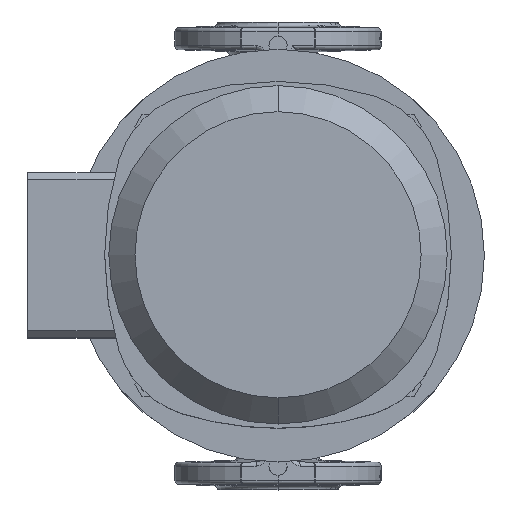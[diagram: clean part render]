
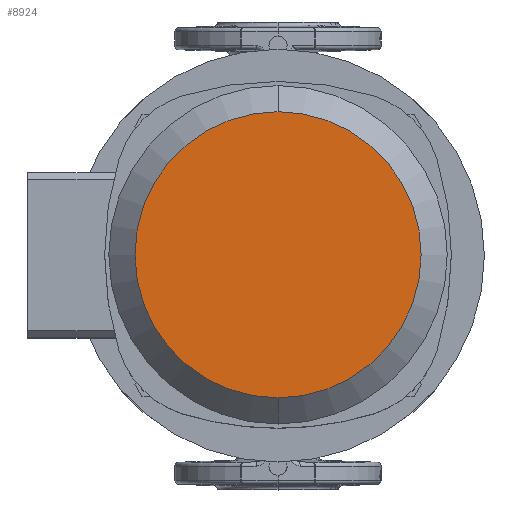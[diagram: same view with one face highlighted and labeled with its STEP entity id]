
A CAD part, top view. The second image highlights one B-rep face of the part: STEP entity #8924.
In plain terms, the highlighted planar face has unit normal (0, 0, 1).
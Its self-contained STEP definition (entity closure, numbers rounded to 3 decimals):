
#4469 = DIRECTION ( 'NONE',  ( 0., -1., 0. ) ) ;
#4470 = DIRECTION ( 'NONE',  ( 0., 0., -1. ) ) ;
#4473 = PLANE ( 'NONE',  #22377 ) ;
#4478 = FACE_OUTER_BOUND ( 'NONE', #12450, .T. ) ;
#4482 = CARTESIAN_POINT ( 'NONE',  ( -104., 0., 481. ) ) ;
#8924 = ADVANCED_FACE ( 'NONE', ( #4478 ), #4473, .F. ) ;
#12450 = EDGE_LOOP ( 'NONE', ( #15801, #15800 ) ) ;
#13341 = VERTEX_POINT ( 'NONE', #56571 ) ;
#13367 = VERTEX_POINT ( 'NONE', #56527 ) ;
#15800 = ORIENTED_EDGE ( 'NONE', *, *, #53073, .T. ) ;
#15801 = ORIENTED_EDGE ( 'NONE', *, *, #58904, .T. ) ;
#22377 = AXIS2_PLACEMENT_3D ( 'NONE', #4482, #4470, #4469 ) ;
#37002 = CARTESIAN_POINT ( 'NONE',  ( 0., 0., 481. ) ) ;
#37003 = DIRECTION ( 'NONE',  ( 0., 0., 1. ) ) ;
#37004 = DIRECTION ( 'NONE',  ( 0., 1., 0. ) ) ;
#50647 = CARTESIAN_POINT ( 'NONE',  ( 0., 0., 481. ) ) ;
#50649 = DIRECTION ( 'NONE',  ( 0., 0., 1. ) ) ;
#50651 = DIRECTION ( 'NONE',  ( 0., 1., 0. ) ) ;
#53073 = EDGE_CURVE ( 'NONE', #13341, #13367, #59839, .T. ) ;
#56527 = CARTESIAN_POINT ( 'NONE',  ( 0., -104., 481. ) ) ;
#56571 = CARTESIAN_POINT ( 'NONE',  ( 0., 104., 481. ) ) ;
#58904 = EDGE_CURVE ( 'NONE', #13367, #13341, #59519, .T. ) ;
#59447 = AXIS2_PLACEMENT_3D ( 'NONE', #37002, #37003, #37004 ) ;
#59519 = CIRCLE ( 'NONE', #59447, 104. ) ;
#59836 = AXIS2_PLACEMENT_3D ( 'NONE', #50647, #50649, #50651 ) ;
#59839 = CIRCLE ( 'NONE', #59836, 104. ) ;
